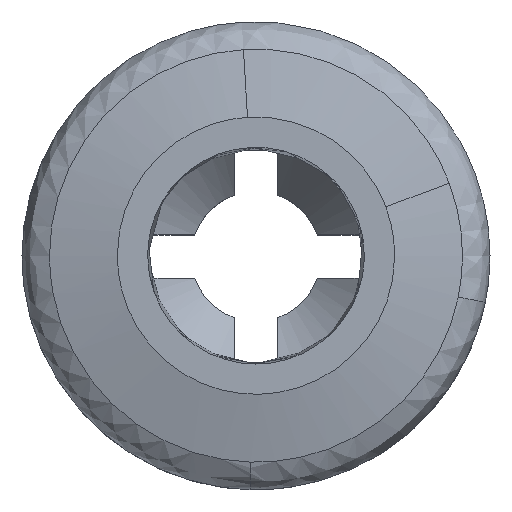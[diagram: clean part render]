
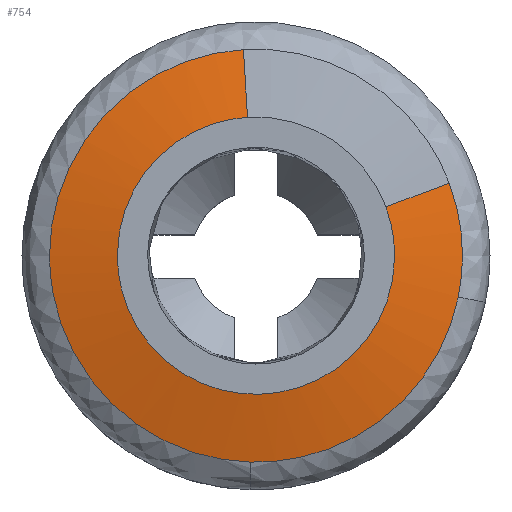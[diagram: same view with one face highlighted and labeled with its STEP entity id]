
A CAD part, top view. The second image highlights one B-rep face of the part: STEP entity #754.
In plain terms, the highlighted free-form (B-spline) face has degree [2, 1] with [9, 2] control points.
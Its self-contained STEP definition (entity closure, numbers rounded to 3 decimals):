
#588=CARTESIAN_POINT('',(2.959,1.111,0.009));
#589=CARTESIAN_POINT('',(3.126,0.667,0.009));
#590=CARTESIAN_POINT('',(3.155,0.193,0.009));
#591=CARTESIAN_POINT('',(3.348,-2.962,0.009));
#592=CARTESIAN_POINT('',(0.193,-3.155,0.009));
#593=CARTESIAN_POINT('',(-2.962,-3.348,0.009));
#594=CARTESIAN_POINT('',(-3.155,-0.193,0.009));
#595=CARTESIAN_POINT('',(-3.348,2.962,0.009));
#596=CARTESIAN_POINT('',(-0.193,3.155,0.009));
#597=CARTESIAN_POINT('',(4.498,1.69,-0.365));
#598=CARTESIAN_POINT('',(4.752,1.014,-0.365));
#599=CARTESIAN_POINT('',(4.796,0.293,-0.365));
#600=CARTESIAN_POINT('',(5.089,-4.503,-0.365));
#601=CARTESIAN_POINT('',(0.293,-4.796,-0.365));
#602=CARTESIAN_POINT('',(-4.503,-5.089,-0.365));
#603=CARTESIAN_POINT('',(-4.796,-0.293,-0.365));
#604=CARTESIAN_POINT('',(-5.089,4.503,-0.365));
#605=CARTESIAN_POINT('',(-0.293,4.796,-0.365));
#613=(BOUNDED_SURFACE()B_SPLINE_SURFACE(2,1,((#588,#597),(#589,#598),(#590,#599),(#591,#600),(#592,#601),(#593,#602),(#594,#603),(#595,#604),(#596,#605)),.UNSPECIFIED.,.F.,.F.,.U.)B_SPLINE_SURFACE_WITH_KNOTS((3,2,2,2,3),(2,2),(0.0,1.592,9.554,17.515,25.476),(0.0,1.0),.UNSPECIFIED.)GEOMETRIC_REPRESENTATION_ITEM()RATIONAL_B_SPLINE_SURFACE(((0.906,0.906),(0.941,0.941),(1.0,1.0),(0.707,0.707),(1.0,1.0),(0.707,0.707),(1.0,1.0),(0.707,0.707),(1.0,1.0)))REPRESENTATION_ITEM('')SURFACE());
#614=CARTESIAN_POINT('',(4.461,1.675,-0.356));
#615=VERTEX_POINT('',#614);
#616=CARTESIAN_POINT('',(4.765,0.0,-0.356));
#617=VERTEX_POINT('',#616);
#618=CARTESIAN_POINT('',(4.461,1.675,-0.356));
#619=CARTESIAN_POINT('',(4.765,0.865,-0.356));
#620=CARTESIAN_POINT('',(4.765,0.0,-0.356));
#628=(BOUNDED_CURVE()B_SPLINE_CURVE(2,(#618,#619,#620),.UNSPECIFIED.,.F.,.U.)B_SPLINE_CURVE_WITH_KNOTS((3,3),(0.44,0.5),.UNSPECIFIED.)CURVE()GEOMETRIC_REPRESENTATION_ITEM()RATIONAL_B_SPLINE_CURVE((0.893,0.93,1.0))REPRESENTATION_ITEM(''));
#629=EDGE_CURVE('',#615,#617,#628,.T.);
#630=ORIENTED_EDGE('',*,*,#629,.F.);
#631=CARTESIAN_POINT('',(2.996,1.125,0.));
#632=VERTEX_POINT('',#631);
#633=CARTESIAN_POINT('',(2.996,1.125,0.));
#634=CARTESIAN_POINT('',(4.461,1.675,-0.356));
#635=QUASI_UNIFORM_CURVE('',1,(#633,#634),.UNSPECIFIED.,.F.,.U.);
#636=EDGE_CURVE('',#632,#615,#635,.T.);
#637=ORIENTED_EDGE('',*,*,#636,.F.);
#638=CARTESIAN_POINT('',(3.2,0.0,0.0));
#639=VERTEX_POINT('',#638);
#640=CARTESIAN_POINT('',(2.996,1.125,0.));
#641=CARTESIAN_POINT('',(3.2,0.581,0.0));
#642=CARTESIAN_POINT('',(3.2,0.0,0.0));
#650=(BOUNDED_CURVE()B_SPLINE_CURVE(2,(#640,#641,#642),.UNSPECIFIED.,.F.,.U.)B_SPLINE_CURVE_WITH_KNOTS((3,3),(0.44,0.5),.UNSPECIFIED.)CURVE()GEOMETRIC_REPRESENTATION_ITEM()RATIONAL_B_SPLINE_CURVE((0.893,0.93,1.0))REPRESENTATION_ITEM(''));
#651=EDGE_CURVE('',#632,#639,#650,.T.);
#652=ORIENTED_EDGE('',*,*,#651,.T.);
#653=CARTESIAN_POINT('',(-3.2,0.0,0.0));
#654=VERTEX_POINT('',#653);
#655=CARTESIAN_POINT('',(3.2,0.0,0.0));
#656=CARTESIAN_POINT('',(3.2,-3.2,0.0));
#657=CARTESIAN_POINT('',(0.0,-3.2,0.0));
#658=CARTESIAN_POINT('',(-3.2,-3.2,0.0));
#659=CARTESIAN_POINT('',(-3.2,0.0,0.0));
#667=(BOUNDED_CURVE()B_SPLINE_CURVE(2,(#655,#656,#657,#658,#659),.UNSPECIFIED.,.F.,.U.)B_SPLINE_CURVE_WITH_KNOTS((3,2,3),(0.5,0.75,1.0),.UNSPECIFIED.)CURVE()GEOMETRIC_REPRESENTATION_ITEM()RATIONAL_B_SPLINE_CURVE((1.0,0.707,1.0,0.707,1.0))REPRESENTATION_ITEM(''));
#668=EDGE_CURVE('',#639,#654,#667,.T.);
#669=ORIENTED_EDGE('',*,*,#668,.T.);
#670=CARTESIAN_POINT('',(-0.195,3.194,0.));
#671=VERTEX_POINT('',#670);
#672=CARTESIAN_POINT('',(-3.2,0.0,0.0));
#673=CARTESIAN_POINT('',(-3.2,3.01,0.0));
#674=CARTESIAN_POINT('',(-0.195,3.194,0.));
#682=(BOUNDED_CURVE()B_SPLINE_CURVE(2,(#672,#673,#674),.UNSPECIFIED.,.F.,.U.)B_SPLINE_CURVE_WITH_KNOTS((3,3),(0.0,0.239),.UNSPECIFIED.)CURVE()GEOMETRIC_REPRESENTATION_ITEM()RATIONAL_B_SPLINE_CURVE((1.0,0.72,0.976))REPRESENTATION_ITEM(''));
#683=EDGE_CURVE('',#654,#671,#682,.T.);
#684=ORIENTED_EDGE('',*,*,#683,.T.);
#685=CARTESIAN_POINT('',(-0.291,4.756,-0.356));
#686=VERTEX_POINT('',#685);
#687=CARTESIAN_POINT('',(-0.195,3.194,0.));
#688=CARTESIAN_POINT('',(-0.291,4.756,-0.356));
#689=QUASI_UNIFORM_CURVE('',1,(#687,#688),.UNSPECIFIED.,.F.,.U.);
#690=EDGE_CURVE('',#671,#686,#689,.T.);
#691=ORIENTED_EDGE('',*,*,#690,.T.);
#692=CARTESIAN_POINT('',(-4.765,0.0,-0.356));
#693=VERTEX_POINT('',#692);
#694=CARTESIAN_POINT('',(-4.765,0.0,-0.356));
#695=CARTESIAN_POINT('',(-4.765,4.482,-0.356));
#696=CARTESIAN_POINT('',(-0.291,4.756,-0.356));
#704=(BOUNDED_CURVE()B_SPLINE_CURVE(2,(#694,#695,#696),.UNSPECIFIED.,.F.,.U.)B_SPLINE_CURVE_WITH_KNOTS((3,3),(0.0,0.239),.UNSPECIFIED.)CURVE()GEOMETRIC_REPRESENTATION_ITEM()RATIONAL_B_SPLINE_CURVE((1.0,0.72,0.976))REPRESENTATION_ITEM(''));
#705=EDGE_CURVE('',#693,#686,#704,.T.);
#706=ORIENTED_EDGE('',*,*,#705,.F.);
#707=CARTESIAN_POINT('',(-0.122,-4.763,-0.356));
#708=VERTEX_POINT('',#707);
#709=CARTESIAN_POINT('',(-0.122,-4.763,-0.356));
#710=CARTESIAN_POINT('',(-4.765,-4.644,-0.356));
#711=CARTESIAN_POINT('',(-4.765,0.0,-0.356));
#719=(BOUNDED_CURVE()B_SPLINE_CURVE(2,(#709,#710,#711),.UNSPECIFIED.,.F.,.U.)B_SPLINE_CURVE_WITH_KNOTS((3,3),(0.755,1.0),.UNSPECIFIED.)CURVE()GEOMETRIC_REPRESENTATION_ITEM()RATIONAL_B_SPLINE_CURVE((0.99,0.712,1.0))REPRESENTATION_ITEM(''));
#720=EDGE_CURVE('',#708,#693,#719,.T.);
#721=ORIENTED_EDGE('',*,*,#720,.F.);
#722=CARTESIAN_POINT('',(4.669,-0.952,-0.356));
#723=VERTEX_POINT('',#722);
#724=CARTESIAN_POINT('',(4.669,-0.952,-0.356));
#725=CARTESIAN_POINT('',(3.892,-4.765,-0.356));
#726=CARTESIAN_POINT('',(0.0,-4.765,-0.356));
#727=CARTESIAN_POINT('',(-0.061,-4.765,-0.356));
#728=CARTESIAN_POINT('',(-0.122,-4.763,-0.356));
#736=(BOUNDED_CURVE()B_SPLINE_CURVE(2,(#724,#725,#726,#727,#728),.UNSPECIFIED.,.F.,.U.)B_SPLINE_CURVE_WITH_KNOTS((3,2,3),(0.534,0.75,0.755),.UNSPECIFIED.)CURVE()GEOMETRIC_REPRESENTATION_ITEM()RATIONAL_B_SPLINE_CURVE((0.931,0.747,1.0,0.995,0.99))REPRESENTATION_ITEM(''));
#737=EDGE_CURVE('',#723,#708,#736,.T.);
#738=ORIENTED_EDGE('',*,*,#737,.F.);
#739=CARTESIAN_POINT('',(4.765,0.0,-0.356));
#740=CARTESIAN_POINT('',(4.765,-0.481,-0.356));
#741=CARTESIAN_POINT('',(4.669,-0.952,-0.356));
#749=(BOUNDED_CURVE()B_SPLINE_CURVE(2,(#739,#740,#741),.UNSPECIFIED.,.F.,.U.)B_SPLINE_CURVE_WITH_KNOTS((3,3),(0.5,0.534),.UNSPECIFIED.)CURVE()GEOMETRIC_REPRESENTATION_ITEM()RATIONAL_B_SPLINE_CURVE((1.0,0.96,0.931))REPRESENTATION_ITEM(''));
#750=EDGE_CURVE('',#617,#723,#749,.T.);
#751=ORIENTED_EDGE('',*,*,#750,.F.);
#752=EDGE_LOOP('',(#630,#637,#652,#669,#684,#691,#706,#721,#738,#751));
#753=FACE_OUTER_BOUND('',#752,.T.);
#754=ADVANCED_FACE('',(#753),#613,.T.);
